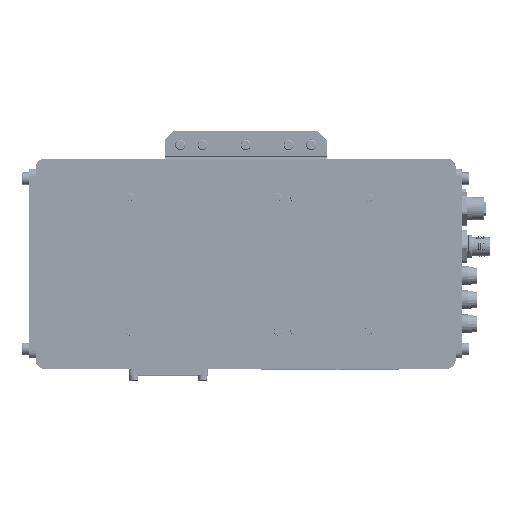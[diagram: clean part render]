
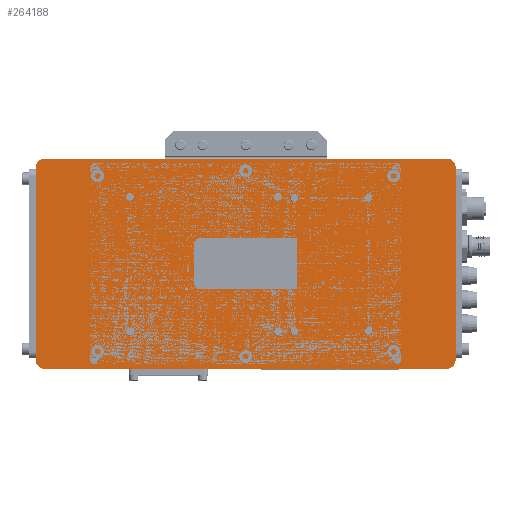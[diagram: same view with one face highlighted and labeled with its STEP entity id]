
A CAD part, top view. The second image highlights one B-rep face of the part: STEP entity #264188.
In plain terms, the highlighted planar face has unit normal (0, 0, 1).
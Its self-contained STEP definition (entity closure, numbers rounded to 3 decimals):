
#1507 = CARTESIAN_POINT ( 'NONE',  ( -117., -13., 50. ) ) ;
#7182 = DIRECTION ( 'NONE',  ( -1., 0., 0. ) ) ;
#12151 = AXIS2_PLACEMENT_3D ( 'NONE', #128625, #158511, #7182 ) ;
#13109 = DIRECTION ( 'NONE',  ( 0., 0., 1. ) ) ;
#16388 = VERTEX_POINT ( 'NONE', #53631 ) ;
#27618 = AXIS2_PLACEMENT_3D ( 'NONE', #36436, #13109, #242710 ) ;
#28099 = ORIENTED_EDGE ( 'NONE', *, *, #40913, .T. ) ;
#31602 = AXIS2_PLACEMENT_3D ( 'NONE', #272114, #172089, #70608 ) ;
#36436 = CARTESIAN_POINT ( 'NONE',  ( -117., -125., 50. ) ) ;
#38211 = VECTOR ( 'NONE', #266894, 1000. ) ;
#40913 = EDGE_CURVE ( 'NONE', #118163, #97770, #290274, .T. ) ;
#41399 = DIRECTION ( 'NONE',  ( -1., 0., 0. ) ) ;
#49795 = DIRECTION ( 'NONE',  ( 0., 0., 1. ) ) ;
#50106 = EDGE_CURVE ( 'NONE', #133286, #118163, #276159, .T. ) ;
#51060 = DIRECTION ( 'NONE',  ( -1., 0., 0. ) ) ;
#53631 = CARTESIAN_POINT ( 'NONE',  ( -122., -13., 50. ) ) ;
#58837 = CIRCLE ( 'NONE', #314049, 5. ) ;
#62616 = CARTESIAN_POINT ( 'NONE',  ( 117., -8., 50. ) ) ;
#69672 = EDGE_CURVE ( 'NONE', #275517, #235830, #224213, .T. ) ;
#70608 = DIRECTION ( 'NONE',  ( -1., 0., 0. ) ) ;
#71256 = ORIENTED_EDGE ( 'NONE', *, *, #289084, .T. ) ;
#91278 = DIRECTION ( 'NONE',  ( 0., 0., -1. ) ) ;
#97770 = VERTEX_POINT ( 'NONE', #320169 ) ;
#98651 = LINE ( 'NONE', #250204, #122256 ) ;
#98683 = VECTOR ( 'NONE', #188900, 1000. ) ;
#102970 = DIRECTION ( 'NONE',  ( -1., 0., 0. ) ) ;
#106481 = FACE_OUTER_BOUND ( 'NONE', #266188, .T. ) ;
#109948 = ORIENTED_EDGE ( 'NONE', *, *, #210698, .T. ) ;
#117415 = ORIENTED_EDGE ( 'NONE', *, *, #278337, .T. ) ;
#118163 = VERTEX_POINT ( 'NONE', #279854 ) ;
#122256 = VECTOR ( 'NONE', #320282, 1000. ) ;
#128625 = CARTESIAN_POINT ( 'NONE',  ( 117., -13., 50. ) ) ;
#130760 = LINE ( 'NONE', #307400, #283880 ) ;
#133286 = VERTEX_POINT ( 'NONE', #251875 ) ;
#137894 = AXIS2_PLACEMENT_3D ( 'NONE', #147752, #91278, #41399 ) ;
#139443 = EDGE_CURVE ( 'NONE', #262545, #183602, #130760, .T. ) ;
#139563 = PLANE ( 'NONE',  #137894 ) ;
#147752 = CARTESIAN_POINT ( 'NONE',  ( 117., -125., 50. ) ) ;
#158511 = DIRECTION ( 'NONE',  ( 0., 0., 1. ) ) ;
#172089 = DIRECTION ( 'NONE',  ( 0., 0., 1. ) ) ;
#182186 = CIRCLE ( 'NONE', #12151, 5. ) ;
#183602 = VERTEX_POINT ( 'NONE', #327956 ) ;
#185477 = ORIENTED_EDGE ( 'NONE', *, *, #69672, .T. ) ;
#185853 = ORIENTED_EDGE ( 'NONE', *, *, #239306, .T. ) ;
#188900 = DIRECTION ( 'NONE',  ( 1., 0., 0. ) ) ;
#201697 = ORIENTED_EDGE ( 'NONE', *, *, #50106, .T. ) ;
#210698 = EDGE_CURVE ( 'NONE', #183602, #16388, #58837, .T. ) ;
#213809 = LINE ( 'NONE', #218741, #98683 ) ;
#218741 = CARTESIAN_POINT ( 'NONE',  ( 117., -130., 50. ) ) ;
#224213 = CIRCLE ( 'NONE', #27618, 5. ) ;
#235830 = VERTEX_POINT ( 'NONE', #251753 ) ;
#239306 = EDGE_CURVE ( 'NONE', #97770, #262545, #182186, .T. ) ;
#242710 = DIRECTION ( 'NONE',  ( -1., 0., 0. ) ) ;
#243281 = CARTESIAN_POINT ( 'NONE',  ( -122., -125., 50. ) ) ;
#250204 = CARTESIAN_POINT ( 'NONE',  ( -122., -125., 50. ) ) ;
#251339 = ORIENTED_EDGE ( 'NONE', *, *, #139443, .T. ) ;
#251753 = CARTESIAN_POINT ( 'NONE',  ( -117., -130., 50. ) ) ;
#251875 = CARTESIAN_POINT ( 'NONE',  ( 117., -130., 50. ) ) ;
#262545 = VERTEX_POINT ( 'NONE', #62616 ) ;
#264188 = ADVANCED_FACE ( 'NONE', ( #106481 ), #139563, .F. ) ;
#266188 = EDGE_LOOP ( 'NONE', ( #251339, #109948, #71256, #185477, #117415, #201697, #28099, #185853 ) ) ;
#266894 = DIRECTION ( 'NONE',  ( 0., 1., 0. ) ) ;
#272114 = CARTESIAN_POINT ( 'NONE',  ( 117., -125., 50. ) ) ;
#275517 = VERTEX_POINT ( 'NONE', #243281 ) ;
#276159 = CIRCLE ( 'NONE', #31602, 5. ) ;
#278337 = EDGE_CURVE ( 'NONE', #235830, #133286, #213809, .T. ) ;
#279854 = CARTESIAN_POINT ( 'NONE',  ( 122., -125., 50. ) ) ;
#283880 = VECTOR ( 'NONE', #51060, 1000. ) ;
#289084 = EDGE_CURVE ( 'NONE', #16388, #275517, #98651, .T. ) ;
#290274 = LINE ( 'NONE', #296834, #38211 ) ;
#296834 = CARTESIAN_POINT ( 'NONE',  ( 122., -13., 50. ) ) ;
#307400 = CARTESIAN_POINT ( 'NONE',  ( 47., -8., 50. ) ) ;
#314049 = AXIS2_PLACEMENT_3D ( 'NONE', #1507, #49795, #102970 ) ;
#320169 = CARTESIAN_POINT ( 'NONE',  ( 122., -13., 50. ) ) ;
#320282 = DIRECTION ( 'NONE',  ( 0., -1., 0. ) ) ;
#327956 = CARTESIAN_POINT ( 'NONE',  ( -117., -8., 50. ) ) ;
